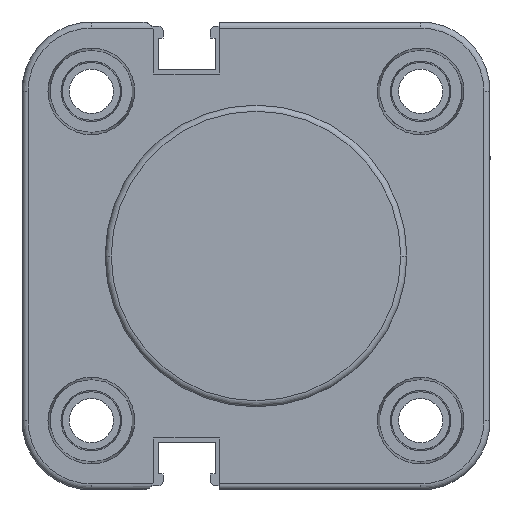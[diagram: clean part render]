
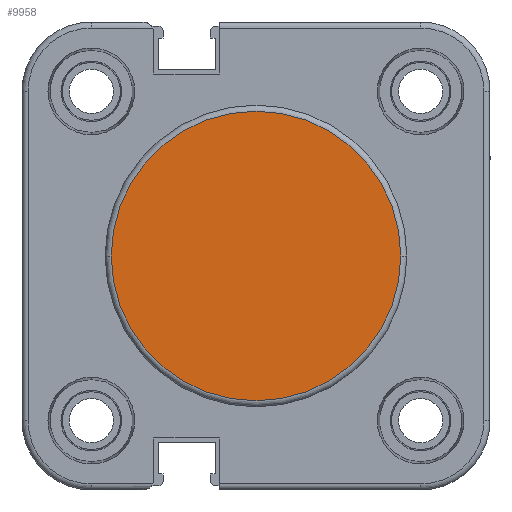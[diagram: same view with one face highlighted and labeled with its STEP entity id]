
A CAD part, front view. The second image highlights one B-rep face of the part: STEP entity #9958.
In plain terms, the highlighted face is planar.
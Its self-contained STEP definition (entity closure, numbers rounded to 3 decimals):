
#1554 = CIRCLE ( 'NONE', #8719, 16.7 ) ;
#1585 = EDGE_CURVE ( 'NONE', #11184, #8327, #1554, .T. ) ;
#1777 = CIRCLE ( 'NONE', #5746, 16.7 ) ;
#1942 = DIRECTION ( 'NONE',  ( -1., 0., 0. ) ) ;
#2476 = ORIENTED_EDGE ( 'NONE', *, *, #5084, .T. ) ;
#3237 = ORIENTED_EDGE ( 'NONE', *, *, #1585, .T. ) ;
#3329 = DIRECTION ( 'NONE',  ( 0., -1., 0. ) ) ;
#3440 = PLANE ( 'NONE',  #6945 ) ;
#5084 = EDGE_CURVE ( 'NONE', #8327, #11184, #1777, .T. ) ;
#5746 = AXIS2_PLACEMENT_3D ( 'NONE', #10529, #1942, #8029 ) ;
#6945 = AXIS2_PLACEMENT_3D ( 'NONE', #15273, #11885, #3329 ) ;
#8029 = DIRECTION ( 'NONE',  ( 0., -1., 0. ) ) ;
#8256 = CARTESIAN_POINT ( 'NONE',  ( 0., -16.7, 0. ) ) ;
#8327 = VERTEX_POINT ( 'NONE', #8256 ) ;
#8719 = AXIS2_PLACEMENT_3D ( 'NONE', #10679, #10633, #9383 ) ;
#9383 = DIRECTION ( 'NONE',  ( 0., -1., 0. ) ) ;
#9958 = ADVANCED_FACE ( 'NONE', ( #14155 ), #3440, .T. ) ;
#10529 = CARTESIAN_POINT ( 'NONE',  ( 0., 0., 0. ) ) ;
#10633 = DIRECTION ( 'NONE',  ( -1., 0., 0. ) ) ;
#10679 = CARTESIAN_POINT ( 'NONE',  ( 0., 0., 0. ) ) ;
#11184 = VERTEX_POINT ( 'NONE', #13642 ) ;
#11885 = DIRECTION ( 'NONE',  ( -1., 0., 0. ) ) ;
#13642 = CARTESIAN_POINT ( 'NONE',  ( 0., 16.7, 0. ) ) ;
#14155 = FACE_OUTER_BOUND ( 'NONE', #15194, .T. ) ;
#15194 = EDGE_LOOP ( 'NONE', ( #2476, #3237 ) ) ;
#15273 = CARTESIAN_POINT ( 'NONE',  ( 0., 0., 0. ) ) ;
